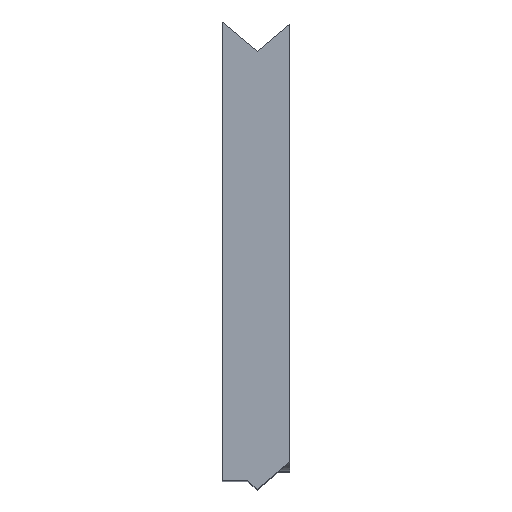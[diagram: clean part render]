
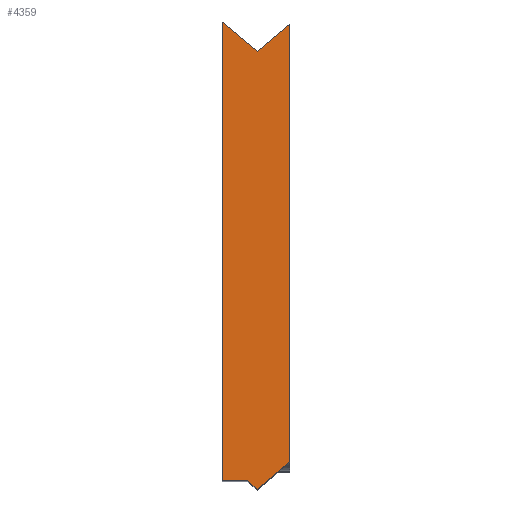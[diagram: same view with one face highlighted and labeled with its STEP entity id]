
A CAD part, top view. The second image highlights one B-rep face of the part: STEP entity #4359.
In plain terms, the highlighted planar face has unit normal (0, 0, 1).
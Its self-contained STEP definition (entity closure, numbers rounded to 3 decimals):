
#370=FACE_OUTER_BOUND('',#612,.T.);
#612=EDGE_LOOP('',(#3099,#3100,#3101,#3102,#3103,#3104,#3105));
#892=LINE('',#6673,#1346);
#931=LINE('',#6795,#1385);
#932=LINE('',#6797,#1386);
#933=LINE('',#6799,#1387);
#934=LINE('',#6801,#1388);
#935=LINE('',#6803,#1389);
#936=LINE('',#6804,#1390);
#1346=VECTOR('',#5038,10.);
#1385=VECTOR('',#5123,10.);
#1386=VECTOR('',#5124,10.);
#1387=VECTOR('',#5125,10.);
#1388=VECTOR('',#5126,10.);
#1389=VECTOR('',#5127,10.);
#1390=VECTOR('',#5128,10.);
#1803=VERTEX_POINT('',#6670);
#1804=VERTEX_POINT('',#6672);
#1864=VERTEX_POINT('',#6794);
#1865=VERTEX_POINT('',#6796);
#1866=VERTEX_POINT('',#6798);
#1867=VERTEX_POINT('',#6800);
#1868=VERTEX_POINT('',#6802);
#2280=EDGE_CURVE('',#1804,#1803,#892,.T.);
#2341=EDGE_CURVE('',#1803,#1864,#931,.F.);
#2342=EDGE_CURVE('',#1864,#1865,#932,.T.);
#2343=EDGE_CURVE('',#1865,#1866,#933,.T.);
#2344=EDGE_CURVE('',#1866,#1867,#934,.T.);
#2345=EDGE_CURVE('',#1867,#1868,#935,.T.);
#2346=EDGE_CURVE('',#1868,#1804,#936,.T.);
#3099=ORIENTED_EDGE('',*,*,#2280,.T.);
#3100=ORIENTED_EDGE('',*,*,#2341,.T.);
#3101=ORIENTED_EDGE('',*,*,#2342,.T.);
#3102=ORIENTED_EDGE('',*,*,#2343,.T.);
#3103=ORIENTED_EDGE('',*,*,#2344,.T.);
#3104=ORIENTED_EDGE('',*,*,#2345,.T.);
#3105=ORIENTED_EDGE('',*,*,#2346,.T.);
#4179=PLANE('',#4598);
#4359=ADVANCED_FACE('',(#370),#4179,.T.);
#4598=AXIS2_PLACEMENT_3D('',#6793,#5121,#5122);
#5038=DIRECTION('',(0.,-1.,0.));
#5121=DIRECTION('center_axis',(0.,0.,1.));
#5122=DIRECTION('ref_axis',(1.,0.,0.));
#5123=DIRECTION('',(-1.,0.,0.));
#5124=DIRECTION('',(0.766,-0.643,0.));
#5125=DIRECTION('',(0.766,0.643,0.));
#5126=DIRECTION('',(0.,1.,0.));
#5127=DIRECTION('',(-0.766,-0.643,0.));
#5128=DIRECTION('',(-0.766,0.643,0.));
#6670=CARTESIAN_POINT('',(-663.741,199.432,773.144));
#6672=CARTESIAN_POINT('',(-663.741,262.467,773.144));
#6673=CARTESIAN_POINT('',(-663.741,202.362,773.144));
#6793=CARTESIAN_POINT('Origin',(-659.089,230.388,773.144));
#6794=CARTESIAN_POINT('',(-660.249,199.432,773.144));
#6795=CARTESIAN_POINT('',(-660.265,199.432,773.144));
#6796=CARTESIAN_POINT('',(-658.911,198.309,773.144));
#6797=CARTESIAN_POINT('',(-658.911,198.309,773.144));
#6798=CARTESIAN_POINT('',(-654.438,202.062,773.144));
#6799=CARTESIAN_POINT('',(-654.438,202.062,773.144));
#6800=CARTESIAN_POINT('',(-654.438,262.168,773.144));
#6801=CARTESIAN_POINT('',(-654.438,262.168,773.144));
#6802=CARTESIAN_POINT('',(-658.911,258.414,773.144));
#6803=CARTESIAN_POINT('',(-658.911,258.414,773.144));
#6804=CARTESIAN_POINT('',(-663.741,262.467,773.144));
